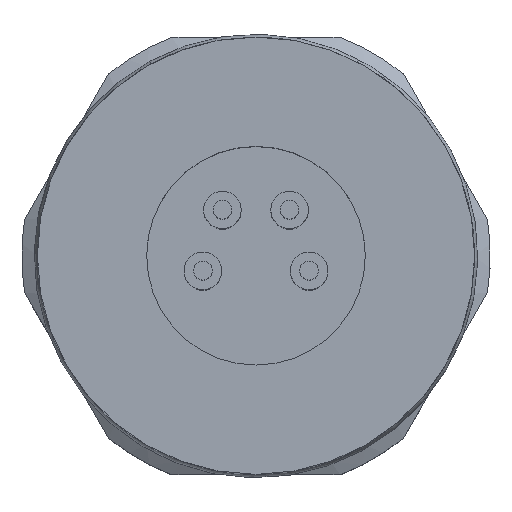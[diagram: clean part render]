
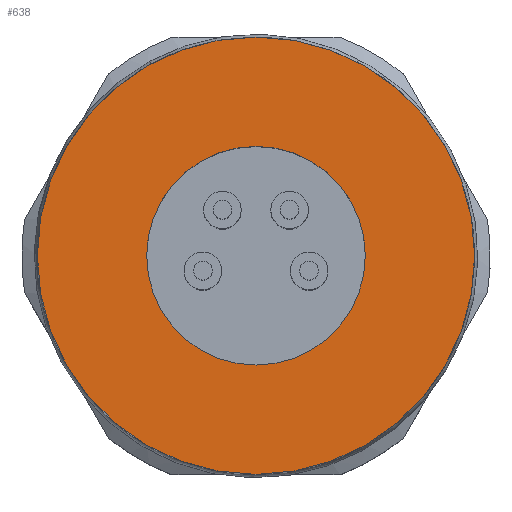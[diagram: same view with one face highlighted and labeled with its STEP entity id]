
A CAD part, top view. The second image highlights one B-rep face of the part: STEP entity #638.
In plain terms, the highlighted planar face has unit normal (0, 0, 1).
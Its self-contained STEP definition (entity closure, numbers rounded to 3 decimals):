
#374=AXIS2_PLACEMENT_3D('Circle Axis2P3D',#372,#373,$) ;
#391=AXIS2_PLACEMENT_3D('Circle Axis2P3D',#389,#390,$) ;
#614=AXIS2_PLACEMENT_3D('Plane Axis2P3D',#611,#612,#613) ;
#622=AXIS2_PLACEMENT_3D('Circle Axis2P3D',#620,#621,$) ;
#631=AXIS2_PLACEMENT_3D('Circle Axis2P3D',#629,#630,$) ;
#362=CARTESIAN_POINT('Vertex',(7.5,14.1,14.5)) ;
#369=CARTESIAN_POINT('Vertex',(7.5,0.1,14.5)) ;
#372=CARTESIAN_POINT('Axis2P3D Location',(7.5,7.1,14.5)) ;
#389=CARTESIAN_POINT('Axis2P3D Location',(7.5,7.1,14.5)) ;
#611=CARTESIAN_POINT('Axis2P3D Location',(7.5,12.35,14.5)) ;
#620=CARTESIAN_POINT('Axis2P3D Location',(7.5,7.1,14.5)) ;
#624=CARTESIAN_POINT('Vertex',(7.5,10.6,14.5)) ;
#626=CARTESIAN_POINT('Vertex',(7.5,3.6,14.5)) ;
#629=CARTESIAN_POINT('Axis2P3D Location',(7.5,7.1,14.5)) ;
#373=DIRECTION('Axis2P3D Direction',(0.,-0.,1.)) ;
#390=DIRECTION('Axis2P3D Direction',(0.,-0.,1.)) ;
#612=DIRECTION('Axis2P3D Direction',(0.,-0.,1.)) ;
#613=DIRECTION('Axis2P3D XDirection',(0.,1.,0.)) ;
#621=DIRECTION('Axis2P3D Direction',(0.,-0.,1.)) ;
#630=DIRECTION('Axis2P3D Direction',(0.,-0.,1.)) ;
#617=ORIENTED_EDGE('',*,*,#376,.T.) ;
#618=ORIENTED_EDGE('',*,*,#393,.T.) ;
#635=ORIENTED_EDGE('',*,*,#628,.F.) ;
#636=ORIENTED_EDGE('',*,*,#633,.F.) ;
#637=FACE_BOUND('',#634,.T.) ;
#638=ADVANCED_FACE('V1',(#619,#637),#615,.T.) ;
#375=CIRCLE('generated circle',#374,7.) ;
#392=CIRCLE('generated circle',#391,7.) ;
#623=CIRCLE('generated circle',#622,3.5) ;
#632=CIRCLE('generated circle',#631,3.5) ;
#376=EDGE_CURVE('',#363,#370,#375,.T.) ;
#393=EDGE_CURVE('',#370,#363,#392,.T.) ;
#628=EDGE_CURVE('',#625,#627,#623,.T.) ;
#633=EDGE_CURVE('',#627,#625,#632,.T.) ;
#616=EDGE_LOOP('',(#617,#618)) ;
#634=EDGE_LOOP('',(#635,#636)) ;
#619=FACE_OUTER_BOUND('',#616,.T.) ;
#615=PLANE('',#614) ;
#363=VERTEX_POINT('',#362) ;
#370=VERTEX_POINT('',#369) ;
#625=VERTEX_POINT('',#624) ;
#627=VERTEX_POINT('',#626) ;
